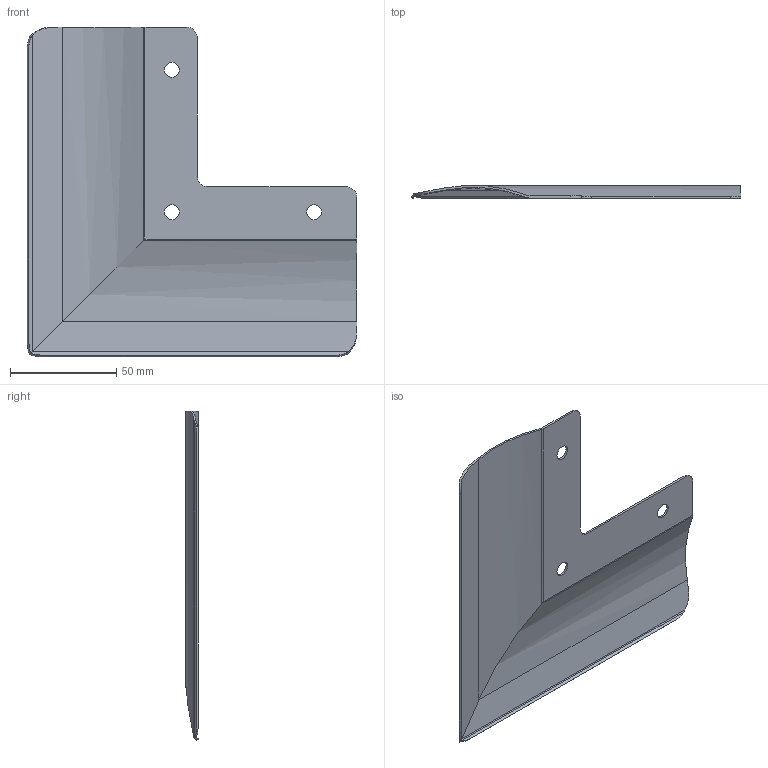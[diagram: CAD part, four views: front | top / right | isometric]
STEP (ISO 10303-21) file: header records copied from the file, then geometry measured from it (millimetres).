
FILE_DESCRIPTION (( 'STEP AP203' ), '1' );
FILE_NAME ('sone3D.STEP', '2016-08-03T04:38:16', ( '' ), ( '' ), 'SwSTEP 2.0', 'SolidWorks 2014', '' );
FILE_SCHEMA (( 'CONFIG_CONTROL_DESIGN' ));
Length unit declared in the file: millimetre
Products named in the file (1): sone3D
Bounding box: 155 x 6.01 x 155 mm (x, y, z)
Volume: 18498.8 mm3; surface area: 37669.5 mm2
Topology: 1 solids, 1 shells, 40 faces, 106 edges, 68 vertices
Faces by surface type: cylinder 24, plane 16
Entity records: 1339 total; most frequent: CARTESIAN_POINT 279, ORIENTED_EDGE 212, DIRECTION 200, EDGE_CURVE 106, AXIS2_PLACEMENT_3D 71, VERTEX_POINT 68, VECTOR 58, LINE 58
